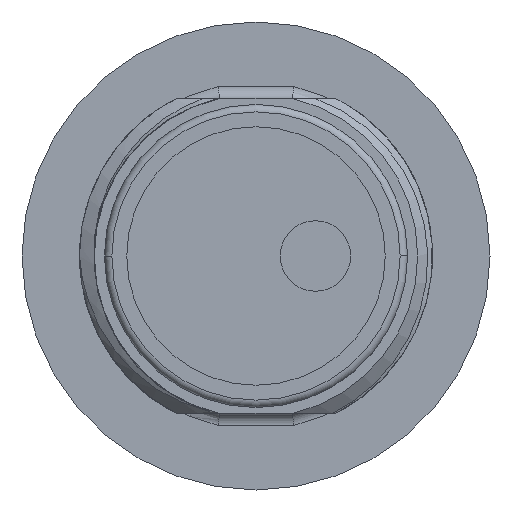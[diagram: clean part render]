
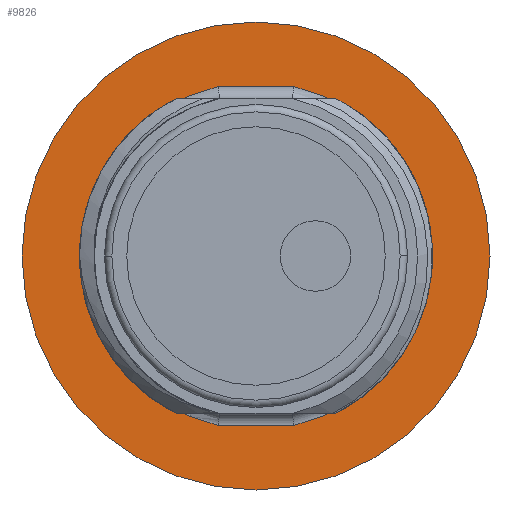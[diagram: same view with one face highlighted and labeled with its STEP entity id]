
A CAD part, front view. The second image highlights one B-rep face of the part: STEP entity #9826.
In plain terms, the highlighted planar face has unit normal (0, -1, 0).
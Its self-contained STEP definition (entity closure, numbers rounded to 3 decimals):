
#4108=CARTESIAN_POINT('',(0.,27.5,0.));
#4109=DIRECTION('',(0.,1.,0.));
#4110=DIRECTION('',(0.218,0.,0.976));
#4111=AXIS2_PLACEMENT_3D('',#4108,#4109,#4110);
#4113=DIRECTION('',(-1.,0.,0.));
#4114=VECTOR('',#4113,2.542);
#4115=CARTESIAN_POINT('',(1.271,27.5,5.7));
#4116=LINE('',#4115,#4114);
#4117=CARTESIAN_POINT('',(0.,27.5,0.));
#4118=DIRECTION('',(0.,1.,0.));
#4119=DIRECTION('',(-0.218,0.,-0.976));
#4120=AXIS2_PLACEMENT_3D('',#4117,#4118,#4119);
#4122=DIRECTION('',(1.,0.,0.));
#4123=VECTOR('',#4122,2.542);
#4124=CARTESIAN_POINT('',(-1.271,27.5,-5.7));
#4125=LINE('',#4124,#4123);
#4131=CARTESIAN_POINT('',(0.,27.5,0.));
#4132=DIRECTION('',(0.,-1.,0.));
#4133=DIRECTION('',(1.,0.,0.));
#4134=AXIS2_PLACEMENT_3D('',#4131,#4132,#4133);
#4173=CARTESIAN_POINT('',(0.,27.5,0.));
#4174=DIRECTION('',(0.,1.,0.));
#4175=DIRECTION('',(1.,0.,0.));
#4176=AXIS2_PLACEMENT_3D('',#4173,#4174,#4175);
#4302=CARTESIAN_POINT('',(7.875,27.5,0.));
#4303=CARTESIAN_POINT('',(-7.875,27.5,0.));
#4304=VERTEX_POINT('',#4302);
#4305=VERTEX_POINT('',#4303);
#4699=CARTESIAN_POINT('',(1.271,27.5,5.7));
#4700=CARTESIAN_POINT('',(1.271,27.5,-5.7));
#4701=VERTEX_POINT('',#4699);
#4702=VERTEX_POINT('',#4700);
#4707=CARTESIAN_POINT('',(-1.271,27.5,-5.7));
#4708=CARTESIAN_POINT('',(-1.271,27.5,5.7));
#4709=VERTEX_POINT('',#4707);
#4710=VERTEX_POINT('',#4708);
#9809=CARTESIAN_POINT('',(0.,27.5,0.));
#9810=DIRECTION('',(0.,-1.,0.));
#9811=DIRECTION('',(-1.,0.,0.));
#9812=AXIS2_PLACEMENT_3D('',#9809,#9810,#9811);
#9813=PLANE('',#9812);
#9815=ORIENTED_EDGE('',*,*,#9814,.F.);
#9817=ORIENTED_EDGE('',*,*,#9816,.T.);
#9818=EDGE_LOOP('',(#9815,#9817));
#9819=FACE_OUTER_BOUND('',#9818,.F.);
#9820=ORIENTED_EDGE('',*,*,#5060,.F.);
#9821=ORIENTED_EDGE('',*,*,#5076,.T.);
#9822=ORIENTED_EDGE('',*,*,#5090,.F.);
#9823=ORIENTED_EDGE('',*,*,#9801,.T.);
#9824=EDGE_LOOP('',(#9820,#9821,#9822,#9823));
#9825=FACE_BOUND('',#9824,.F.);
#9826=ADVANCED_FACE('',(#9819,#9825),#9813,.T.);
#4112=CIRCLE('',#4111,5.84);
#4121=CIRCLE('',#4120,5.84);
#4135=CIRCLE('',#4134,7.875);
#4177=CIRCLE('',#4176,7.875);
#5060=EDGE_CURVE('',#4701,#4702,#4112,.T.);
#5076=EDGE_CURVE('',#4701,#4710,#4116,.T.);
#5090=EDGE_CURVE('',#4709,#4710,#4121,.T.);
#9801=EDGE_CURVE('',#4709,#4702,#4125,.T.);
#9814=EDGE_CURVE('',#4304,#4305,#4135,.T.);
#9816=EDGE_CURVE('',#4304,#4305,#4177,.T.);
